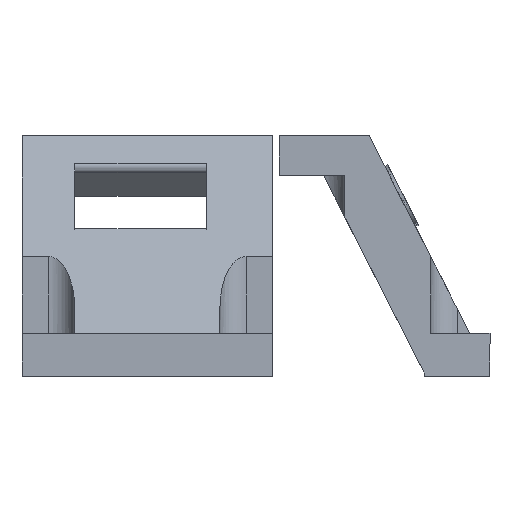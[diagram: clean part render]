
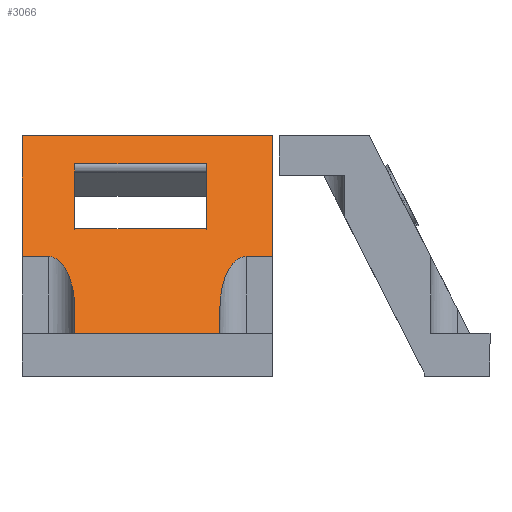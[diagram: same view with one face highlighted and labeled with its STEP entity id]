
A CAD part, front view. The second image highlights one B-rep face of the part: STEP entity #3066.
In plain terms, the highlighted planar face has unit normal (0, -0.891, 0.454).
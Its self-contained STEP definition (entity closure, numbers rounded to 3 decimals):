
#200=ELLIPSE('',#3286,8.812,4.);
#201=ELLIPSE('',#3287,8.812,4.);
#259=FACE_BOUND('',#529,.T.);
#353=FACE_OUTER_BOUND('',#528,.T.);
#528=EDGE_LOOP('',(#2116,#2117,#2118,#2119,#2120,#2121,#2122,#2123,#2124,
#2125));
#529=EDGE_LOOP('',(#2126,#2127,#2128,#2129));
#738=LINE('',#4162,#1019);
#741=LINE('',#4172,#1022);
#746=LINE('',#4181,#1027);
#748=LINE('',#4184,#1029);
#759=LINE('',#4211,#1040);
#762=LINE('',#4220,#1043);
#763=LINE('',#4222,#1044);
#764=LINE('',#4224,#1045);
#765=LINE('',#4228,#1046);
#766=LINE('',#4230,#1047);
#767=LINE('',#4231,#1048);
#768=LINE('',#4232,#1049);
#1019=VECTOR('',#3489,10.);
#1022=VECTOR('',#3498,10.);
#1027=VECTOR('',#3507,10.);
#1029=VECTOR('',#3511,10.);
#1040=VECTOR('',#3530,20.576);
#1043=VECTOR('',#3537,4.281);
#1044=VECTOR('',#3538,22.);
#1045=VECTOR('',#3539,4.281);
#1046=VECTOR('',#3542,4.);
#1047=VECTOR('',#3543,20.576);
#1048=VECTOR('',#3544,38.);
#1049=VECTOR('',#3545,4.);
#1302=VERTEX_POINT('',#4159);
#1303=VERTEX_POINT('',#4161);
#1304=VERTEX_POINT('',#4165);
#1307=VERTEX_POINT('',#4170);
#1320=VERTEX_POINT('',#4208);
#1321=VERTEX_POINT('',#4210);
#1323=VERTEX_POINT('',#4216);
#1324=VERTEX_POINT('',#4217);
#1325=VERTEX_POINT('',#4219);
#1326=VERTEX_POINT('',#4221);
#1327=VERTEX_POINT('',#4223);
#1328=VERTEX_POINT('',#4225);
#1329=VERTEX_POINT('',#4227);
#1330=VERTEX_POINT('',#4229);
#1610=EDGE_CURVE('',#1303,#1302,#738,.T.);
#1615=EDGE_CURVE('',#1307,#1304,#741,.T.);
#1620=EDGE_CURVE('',#1302,#1304,#746,.T.);
#1622=EDGE_CURVE('',#1307,#1303,#748,.T.);
#1635=EDGE_CURVE('',#1321,#1320,#759,.T.);
#1638=EDGE_CURVE('',#1323,#1324,#200,.T.);
#1639=EDGE_CURVE('',#1324,#1325,#762,.T.);
#1640=EDGE_CURVE('',#1325,#1326,#763,.T.);
#1641=EDGE_CURVE('',#1326,#1327,#764,.T.);
#1642=EDGE_CURVE('',#1327,#1328,#201,.T.);
#1643=EDGE_CURVE('',#1328,#1329,#765,.T.);
#1644=EDGE_CURVE('',#1330,#1329,#766,.T.);
#1645=EDGE_CURVE('',#1321,#1330,#767,.T.);
#1646=EDGE_CURVE('',#1320,#1323,#768,.T.);
#2116=ORIENTED_EDGE('',*,*,#1638,.T.);
#2117=ORIENTED_EDGE('',*,*,#1639,.T.);
#2118=ORIENTED_EDGE('',*,*,#1640,.T.);
#2119=ORIENTED_EDGE('',*,*,#1641,.T.);
#2120=ORIENTED_EDGE('',*,*,#1642,.T.);
#2121=ORIENTED_EDGE('',*,*,#1643,.T.);
#2122=ORIENTED_EDGE('',*,*,#1644,.F.);
#2123=ORIENTED_EDGE('',*,*,#1645,.F.);
#2124=ORIENTED_EDGE('',*,*,#1635,.T.);
#2125=ORIENTED_EDGE('',*,*,#1646,.T.);
#2126=ORIENTED_EDGE('',*,*,#1622,.T.);
#2127=ORIENTED_EDGE('',*,*,#1610,.T.);
#2128=ORIENTED_EDGE('',*,*,#1620,.T.);
#2129=ORIENTED_EDGE('',*,*,#1615,.F.);
#2981=PLANE('',#3285);
#3066=ADVANCED_FACE('',(#353,#259),#2981,.T.);
#3285=AXIS2_PLACEMENT_3D('',#4215,#3533,#3534);
#3286=AXIS2_PLACEMENT_3D('',#4218,#3535,#3536);
#3287=AXIS2_PLACEMENT_3D('',#4226,#3540,#3541);
#3489=DIRECTION('',(-1.,0.,0.));
#3498=DIRECTION('',(-1.,0.,0.));
#3507=DIRECTION('',(0.,0.454,0.891));
#3511=DIRECTION('',(0.,-0.454,-0.891));
#3530=DIRECTION('',(0.,-0.454,-0.891));
#3533=DIRECTION('center_axis',(0.,-0.891,
0.454));
#3534=DIRECTION('ref_axis',(0.,0.454,0.891));
#3535=DIRECTION('center_axis',(0.,0.891,
-0.454));
#3536=DIRECTION('ref_axis',(0.,-0.454,-0.891));
#3537=DIRECTION('',(0.,-0.454,-0.891));
#3538=DIRECTION('',(1.,0.,0.));
#3539=DIRECTION('',(0.,0.454,0.891));
#3540=DIRECTION('center_axis',(0.,0.891,
-0.454));
#3541=DIRECTION('ref_axis',(0.,-0.454,-0.891));
#3542=DIRECTION('',(1.,0.,0.));
#3543=DIRECTION('',(0.,-0.454,-0.891));
#3544=DIRECTION('',(1.,0.,0.));
#3545=DIRECTION('',(1.,0.,0.));
#4159=CARTESIAN_POINT('',(-58.,-55.836,22.415));
#4161=CARTESIAN_POINT('',(-38.,-55.836,22.415));
#4162=CARTESIAN_POINT('',(-52.,-55.836,22.415));
#4165=CARTESIAN_POINT('',(-58.,-50.842,32.216));
#4170=CARTESIAN_POINT('',(-38.,-50.842,32.216));
#4172=CARTESIAN_POINT('',(-62.,-50.842,32.216));
#4181=CARTESIAN_POINT('',(-58.,-56.833,20.457));
#4184=CARTESIAN_POINT('',(-38.,-54.563,24.913));
#4208=CARTESIAN_POINT('',(-66.,-58.,18.166));
#4210=CARTESIAN_POINT('',(-66.,-48.66,36.5));
#4211=CARTESIAN_POINT('',(-66.,-48.66,36.5));
#4215=CARTESIAN_POINT('Origin',(-66.,-57.83,18.5));
#4216=CARTESIAN_POINT('',(-62.,-58.,18.166));
#4217=CARTESIAN_POINT('',(-58.,-62.,10.315));
#4218=CARTESIAN_POINT('Origin',(-62.,-62.,10.315));
#4219=CARTESIAN_POINT('',(-58.,-63.943,6.5));
#4220=CARTESIAN_POINT('',(-58.,-62.,10.315));
#4221=CARTESIAN_POINT('',(-36.,-63.943,6.5));
#4222=CARTESIAN_POINT('',(-58.,-63.943,6.5));
#4223=CARTESIAN_POINT('',(-36.,-62.,10.315));
#4224=CARTESIAN_POINT('',(-36.,-63.943,6.5));
#4225=CARTESIAN_POINT('',(-32.,-58.,18.166));
#4226=CARTESIAN_POINT('Origin',(-32.,-62.,10.315));
#4227=CARTESIAN_POINT('',(-28.,-58.,18.166));
#4228=CARTESIAN_POINT('',(-32.,-58.,18.166));
#4229=CARTESIAN_POINT('',(-28.,-48.66,36.5));
#4230=CARTESIAN_POINT('',(-28.,-48.66,36.5));
#4231=CARTESIAN_POINT('',(-66.,-48.66,36.5));
#4232=CARTESIAN_POINT('',(-66.,-58.,18.166));
